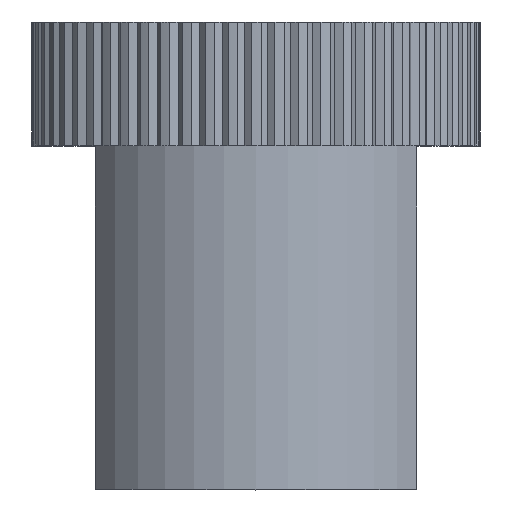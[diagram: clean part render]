
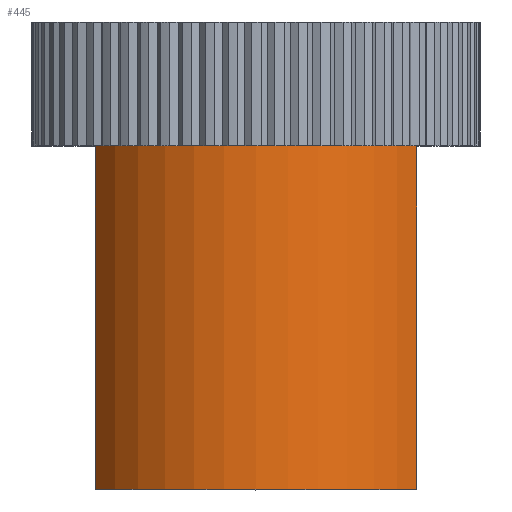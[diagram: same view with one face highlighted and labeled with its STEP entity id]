
A CAD part, top view. The second image highlights one B-rep face of the part: STEP entity #445.
In plain terms, the highlighted cylindrical face has radius 7 mm (diameter 14 mm), a partial arc.
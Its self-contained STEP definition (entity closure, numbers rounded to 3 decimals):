
#71 = CARTESIAN_POINT ( 'NONE',  ( 5.85, 20.274, 3.844 ) ) ;
#149 = CARTESIAN_POINT ( 'NONE',  ( 0., 0., 0. ) ) ;
#445 = ADVANCED_FACE ( 'NONE', ( #1961 ), #991, .T. ) ;
#510 = VERTEX_POINT ( 'NONE', #1449 ) ;
#714 = CARTESIAN_POINT ( 'NONE',  ( 5.85, 0., 3.844 ) ) ;
#982 = VERTEX_POINT ( 'NONE', #5651 ) ;
#991 = CYLINDRICAL_SURFACE ( 'NONE', #3871, 7. ) ;
#1449 = CARTESIAN_POINT ( 'NONE',  ( -5.85, 12.5, 3.844 ) ) ;
#1863 = EDGE_LOOP ( 'NONE', ( #6060, #4399, #4891, #6358 ) ) ;
#1961 = FACE_OUTER_BOUND ( 'NONE', #1863, .T. ) ;
#2176 = LINE ( 'NONE', #2491, #2184 ) ;
#2184 = VECTOR ( 'NONE', #5408, 1000. ) ;
#2303 = CARTESIAN_POINT ( 'NONE',  ( 0., 0., 0. ) ) ;
#2491 = CARTESIAN_POINT ( 'NONE',  ( -5.85, 20.274, 3.844 ) ) ;
#2794 = CIRCLE ( 'NONE', #6003, 7. ) ;
#2796 = DIRECTION ( 'NONE',  ( 0., 0., -1. ) ) ;
#2898 = DIRECTION ( 'NONE',  ( 0., -1., 0. ) ) ;
#3871 = AXIS2_PLACEMENT_3D ( 'NONE', #149, #5649, #5692 ) ;
#3892 = CARTESIAN_POINT ( 'NONE',  ( 5.85, 12.5, 3.844 ) ) ;
#4062 = EDGE_CURVE ( 'NONE', #5721, #982, #5612, .T. ) ;
#4267 = EDGE_CURVE ( 'NONE', #5963, #5721, #4630, .T. ) ;
#4399 = ORIENTED_EDGE ( 'NONE', *, *, #4267, .F. ) ;
#4522 = DIRECTION ( 'NONE',  ( 0., -1., 0. ) ) ;
#4561 = VECTOR ( 'NONE', #4522, 1000. ) ;
#4615 = AXIS2_PLACEMENT_3D ( 'NONE', #2303, #5735, #2796 ) ;
#4622 = EDGE_CURVE ( 'NONE', #5963, #510, #2794, .T. ) ;
#4630 = LINE ( 'NONE', #71, #4561 ) ;
#4750 = EDGE_CURVE ( 'NONE', #510, #982, #2176, .T. ) ;
#4891 = ORIENTED_EDGE ( 'NONE', *, *, #4622, .T. ) ;
#5408 = DIRECTION ( 'NONE',  ( 0., -1., 0. ) ) ;
#5612 = CIRCLE ( 'NONE', #4615, 7. ) ;
#5649 = DIRECTION ( 'NONE',  ( 0., -1., 0. ) ) ;
#5651 = CARTESIAN_POINT ( 'NONE',  ( -5.85, 0., 3.844 ) ) ;
#5692 = DIRECTION ( 'NONE',  ( 0., 0., -1. ) ) ;
#5721 = VERTEX_POINT ( 'NONE', #714 ) ;
#5735 = DIRECTION ( 'NONE',  ( 0., -1., 0. ) ) ;
#5837 = CARTESIAN_POINT ( 'NONE',  ( 0., 12.5, 0. ) ) ;
#5963 = VERTEX_POINT ( 'NONE', #3892 ) ;
#6003 = AXIS2_PLACEMENT_3D ( 'NONE', #5837, #2898, #6323 ) ;
#6060 = ORIENTED_EDGE ( 'NONE', *, *, #4062, .F. ) ;
#6323 = DIRECTION ( 'NONE',  ( 0., 0., -1. ) ) ;
#6358 = ORIENTED_EDGE ( 'NONE', *, *, #4750, .T. ) ;
